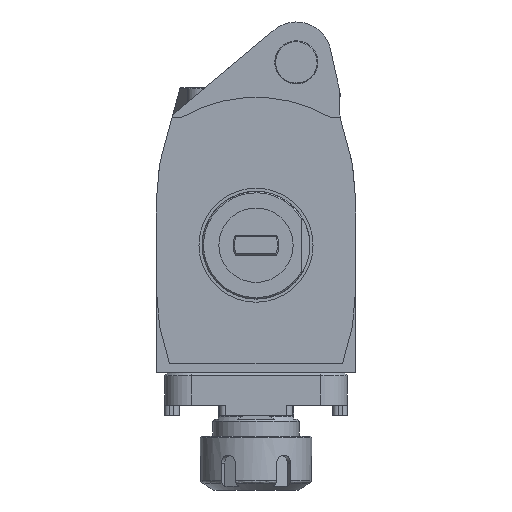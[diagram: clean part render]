
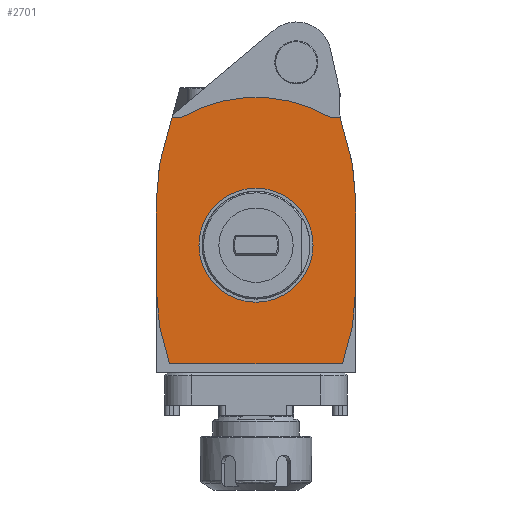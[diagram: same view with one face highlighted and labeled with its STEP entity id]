
A CAD part, front view. The second image highlights one B-rep face of the part: STEP entity #2701.
In plain terms, the highlighted planar face has unit normal (0, -1, 0).
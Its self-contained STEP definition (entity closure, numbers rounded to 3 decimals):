
#171 = DIRECTION ( 'NONE',  ( 0.259, 0., 0.966 ) ) ;
#181 = EDGE_CURVE ( 'NONE', #16490, #17925, #22507, .T. ) ;
#266 = PLANE ( 'NONE',  #16413 ) ;
#350 = EDGE_CURVE ( 'NONE', #8994, #23274, #21215, .T. ) ;
#517 = CARTESIAN_POINT ( 'NONE',  ( 0., -115., 0. ) ) ;
#522 = CARTESIAN_POINT ( 'NONE',  ( -41.003, -115., 10.987 ) ) ;
#689 = CARTESIAN_POINT ( 'NONE',  ( -31.22, -115., 47.5 ) ) ;
#779 = LINE ( 'NONE', #20729, #24326 ) ;
#818 = EDGE_LOOP ( 'NONE', ( #23765, #14531, #13248, #18497, #23175, #2477, #22621, #15209, #24288, #5878, #13604, #16544, #6629, #22660 ) ) ;
#1057 = CARTESIAN_POINT ( 'NONE',  ( -35.867, -115., -30.155 ) ) ;
#1190 = VECTOR ( 'NONE', #6562, 1000. ) ;
#1431 = CARTESIAN_POINT ( 'NONE',  ( 41.003, -115., 10.987 ) ) ;
#1559 = EDGE_CURVE ( 'NONE', #12253, #4481, #20970, .T. ) ;
#1563 = VECTOR ( 'NONE', #11596, 1000. ) ;
#1689 = LINE ( 'NONE', #1431, #8836 ) ;
#1708 = DIRECTION ( 'NONE',  ( 0., 0., 1. ) ) ;
#1954 = FACE_BOUND ( 'NONE', #21513, .T. ) ;
#2198 = EDGE_CURVE ( 'NONE', #20903, #8518, #1689, .T. ) ;
#2477 = ORIENTED_EDGE ( 'NONE', *, *, #181, .F. ) ;
#2699 = CARTESIAN_POINT ( 'NONE',  ( -31.22, -115., 47.5 ) ) ;
#2701 = ADVANCED_FACE ( 'Defeature completata1_78', ( #19334, #1954 ), #266, .F. ) ;
#2838 = EDGE_CURVE ( 'NONE', #20903, #13004, #14548, .T. ) ;
#3510 = DIRECTION ( 'NONE',  ( -0.259, 0., -0.966 ) ) ;
#4131 = VERTEX_POINT ( 'NONE', #4542 ) ;
#4354 = DIRECTION ( 'NONE',  ( -1., 0., 0. ) ) ;
#4419 = EDGE_CURVE ( 'NONE', #8994, #12253, #20785, .T. ) ;
#4481 = VERTEX_POINT ( 'NONE', #21779 ) ;
#4542 = CARTESIAN_POINT ( 'NONE',  ( -27.726, -115., 47.5 ) ) ;
#4562 = DIRECTION ( 'NONE',  ( 0., -1., 0. ) ) ;
#5198 = CIRCLE ( 'NONE', #20154, 21.2 ) ;
#5834 = VERTEX_POINT ( 'NONE', #11830 ) ;
#5878 = ORIENTED_EDGE ( 'NONE', *, *, #1559, .T. ) ;
#5974 = DIRECTION ( 'NONE',  ( -0.259, 0., 0.966 ) ) ;
#6468 = EDGE_CURVE ( 'NONE', #23274, #16490, #9794, .T. ) ;
#6562 = DIRECTION ( 'NONE',  ( -1., 0., 0. ) ) ;
#6629 = ORIENTED_EDGE ( 'NONE', *, *, #2198, .F. ) ;
#6906 = DIRECTION ( 'NONE',  ( 0., 0., 1. ) ) ;
#7188 = CARTESIAN_POINT ( 'NONE',  ( 27.726, -115., 47.5 ) ) ;
#7238 = VECTOR ( 'NONE', #8733, 1000. ) ;
#7480 = CARTESIAN_POINT ( 'NONE',  ( 41.003, -115., -10.987 ) ) ;
#7649 = VECTOR ( 'NONE', #23133, 1000. ) ;
#7735 = CARTESIAN_POINT ( 'NONE',  ( -31.22, -115., 47.5 ) ) ;
#8252 = EDGE_CURVE ( 'NONE', #4481, #5834, #11388, .T. ) ;
#8465 = EDGE_CURVE ( 'NONE', #17925, #20248, #779, .T. ) ;
#8518 = VERTEX_POINT ( 'NONE', #19193 ) ;
#8733 = DIRECTION ( 'NONE',  ( 0.087, 0., -0.996 ) ) ;
#8836 = VECTOR ( 'NONE', #15182, 1000. ) ;
#8994 = VERTEX_POINT ( 'NONE', #13785 ) ;
#9623 = VECTOR ( 'NONE', #5974, 1000. ) ;
#9794 = LINE ( 'NONE', #15634, #9623 ) ;
#9957 = CARTESIAN_POINT ( 'NONE',  ( 0., -115., 21.2 ) ) ;
#10065 = AXIS2_PLACEMENT_3D ( 'NONE', #517, #20073, #12255 ) ;
#10401 = CARTESIAN_POINT ( 'NONE',  ( 0., -115., 21.2 ) ) ;
#10614 = VECTOR ( 'NONE', #1708, 1000. ) ;
#10631 = LINE ( 'NONE', #21320, #7238 ) ;
#10921 = VERTEX_POINT ( 'NONE', #10401 ) ;
#10963 = CARTESIAN_POINT ( 'NONE',  ( -32.158, -115., -44. ) ) ;
#11388 = LINE ( 'NONE', #21009, #10614 ) ;
#11596 = DIRECTION ( 'NONE',  ( -1., 0., 0. ) ) ;
#11652 = LINE ( 'NONE', #522, #24057 ) ;
#11756 = DIRECTION ( 'NONE',  ( 0., 1., 0. ) ) ;
#11830 = CARTESIAN_POINT ( 'NONE',  ( 37., -115., 17.21 ) ) ;
#12006 = EDGE_CURVE ( 'NONE', #24359, #21792, #11652, .T. ) ;
#12253 = VERTEX_POINT ( 'NONE', #15412 ) ;
#12255 = DIRECTION ( 'NONE',  ( 0., 0., -1. ) ) ;
#12728 = VECTOR ( 'NONE', #22215, 1000. ) ;
#12751 = DIRECTION ( 'NONE',  ( -0.087, 0., 0.996 ) ) ;
#13004 = VERTEX_POINT ( 'NONE', #7188 ) ;
#13248 = ORIENTED_EDGE ( 'NONE', *, *, #12006, .T. ) ;
#13499 = CARTESIAN_POINT ( 'NONE',  ( 31.22, -115., 47.5 ) ) ;
#13604 = ORIENTED_EDGE ( 'NONE', *, *, #8252, .T. ) ;
#13785 = CARTESIAN_POINT ( 'NONE',  ( 32.158, -115., -44. ) ) ;
#14238 = DIRECTION ( 'NONE',  ( 0., 0., 1. ) ) ;
#14531 = ORIENTED_EDGE ( 'NONE', *, *, #19589, .T. ) ;
#14548 = LINE ( 'NONE', #2699, #22956 ) ;
#14631 = CARTESIAN_POINT ( 'NONE',  ( -35.867, -115., 30.155 ) ) ;
#14749 = CARTESIAN_POINT ( 'NONE',  ( -38.213, -115., 3.343 ) ) ;
#14863 = EDGE_CURVE ( 'NONE', #21792, #20248, #20423, .T. ) ;
#15182 = DIRECTION ( 'NONE',  ( 0.259, 0., -0.966 ) ) ;
#15209 = ORIENTED_EDGE ( 'NONE', *, *, #350, .F. ) ;
#15412 = CARTESIAN_POINT ( 'NONE',  ( 35.867, -115., -30.155 ) ) ;
#15634 = CARTESIAN_POINT ( 'NONE',  ( -41.003, -115., -10.987 ) ) ;
#16413 = AXIS2_PLACEMENT_3D ( 'NONE', #9957, #11756, #21130 ) ;
#16429 = CARTESIAN_POINT ( 'NONE',  ( -38.213, -115., -3.343 ) ) ;
#16490 = VERTEX_POINT ( 'NONE', #1057 ) ;
#16544 = ORIENTED_EDGE ( 'NONE', *, *, #22519, .F. ) ;
#16915 = CARTESIAN_POINT ( 'NONE',  ( 0., -115., -44. ) ) ;
#17796 = CARTESIAN_POINT ( 'NONE',  ( -37., -115., 17.21 ) ) ;
#17925 = VERTEX_POINT ( 'NONE', #18827 ) ;
#18497 = ORIENTED_EDGE ( 'NONE', *, *, #14863, .T. ) ;
#18827 = CARTESIAN_POINT ( 'NONE',  ( -37., -115., -17.21 ) ) ;
#18932 = CARTESIAN_POINT ( 'NONE',  ( 38.213, -115., -3.343 ) ) ;
#19193 = CARTESIAN_POINT ( 'NONE',  ( 35.867, -115., 30.155 ) ) ;
#19334 = FACE_OUTER_BOUND ( 'NONE', #818, .T. ) ;
#19589 = EDGE_CURVE ( 'NONE', #4131, #24359, #19737, .T. ) ;
#19737 = LINE ( 'NONE', #689, #1190 ) ;
#20073 = DIRECTION ( 'NONE',  ( 0., 1., 0. ) ) ;
#20154 = AXIS2_PLACEMENT_3D ( 'NONE', #23732, #4562, #14238 ) ;
#20180 = CIRCLE ( 'NONE', #10065, 55. ) ;
#20248 = VERTEX_POINT ( 'NONE', #17796 ) ;
#20423 = LINE ( 'NONE', #14749, #12728 ) ;
#20729 = CARTESIAN_POINT ( 'NONE',  ( -37., -115., 0. ) ) ;
#20785 = LINE ( 'NONE', #7480, #22331 ) ;
#20903 = VERTEX_POINT ( 'NONE', #13499 ) ;
#20917 = ORIENTED_EDGE ( 'NONE', *, *, #24189, .F. ) ;
#20970 = LINE ( 'NONE', #18932, #7649 ) ;
#21009 = CARTESIAN_POINT ( 'NONE',  ( 37., -115., 0. ) ) ;
#21130 = DIRECTION ( 'NONE',  ( 0., 0., -1. ) ) ;
#21215 = LINE ( 'NONE', #16915, #1563 ) ;
#21320 = CARTESIAN_POINT ( 'NONE',  ( 38.213, -115., 3.343 ) ) ;
#21513 = EDGE_LOOP ( 'NONE', ( #20917 ) ) ;
#21779 = CARTESIAN_POINT ( 'NONE',  ( 37., -115., -17.21 ) ) ;
#21792 = VERTEX_POINT ( 'NONE', #14631 ) ;
#22215 = DIRECTION ( 'NONE',  ( -0.087, 0., -0.996 ) ) ;
#22298 = EDGE_CURVE ( 'NONE', #4131, #13004, #20180, .T. ) ;
#22331 = VECTOR ( 'NONE', #171, 1000. ) ;
#22507 = LINE ( 'NONE', #16429, #22648 ) ;
#22519 = EDGE_CURVE ( 'NONE', #8518, #5834, #10631, .T. ) ;
#22621 = ORIENTED_EDGE ( 'NONE', *, *, #6468, .F. ) ;
#22648 = VECTOR ( 'NONE', #12751, 1000. ) ;
#22660 = ORIENTED_EDGE ( 'NONE', *, *, #2838, .T. ) ;
#22956 = VECTOR ( 'NONE', #4354, 1000. ) ;
#23133 = DIRECTION ( 'NONE',  ( 0.087, 0., 0.996 ) ) ;
#23175 = ORIENTED_EDGE ( 'NONE', *, *, #8465, .F. ) ;
#23274 = VERTEX_POINT ( 'NONE', #10963 ) ;
#23732 = CARTESIAN_POINT ( 'NONE',  ( 0., -115., 0. ) ) ;
#23765 = ORIENTED_EDGE ( 'NONE', *, *, #22298, .F. ) ;
#24057 = VECTOR ( 'NONE', #3510, 1000. ) ;
#24189 = EDGE_CURVE ( 'NONE', #10921, #10921, #5198, .T. ) ;
#24288 = ORIENTED_EDGE ( 'NONE', *, *, #4419, .T. ) ;
#24326 = VECTOR ( 'NONE', #6906, 1000. ) ;
#24359 = VERTEX_POINT ( 'NONE', #7735 ) ;
